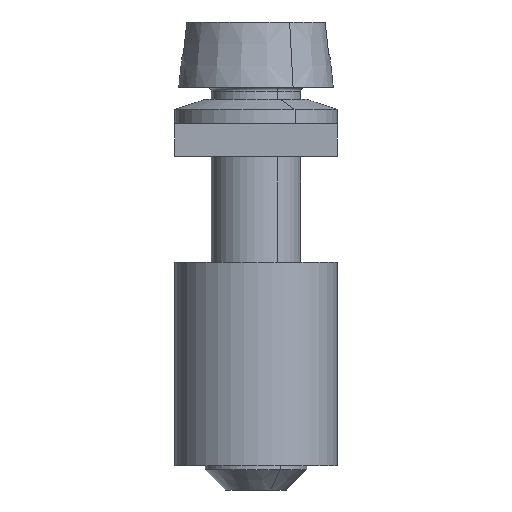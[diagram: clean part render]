
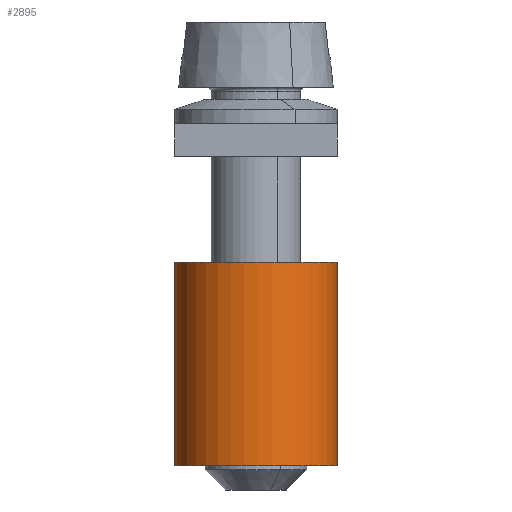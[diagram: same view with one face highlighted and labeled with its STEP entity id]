
A CAD part, left-side view. The second image highlights one B-rep face of the part: STEP entity #2895.
In plain terms, the highlighted cylindrical face has radius 2 mm (diameter 4 mm), a partial arc.
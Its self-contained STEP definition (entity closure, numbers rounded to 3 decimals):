
#2862=AXIS2_PLACEMENT_3D('Circle Axis2P3D',#2860,#2861,$) ;
#2875=AXIS2_PLACEMENT_3D('Cylinder Axis2P3D',#2872,#2873,#2874) ;
#2886=AXIS2_PLACEMENT_3D('Circle Axis2P3D',#2884,#2885,$) ;
#2782=CARTESIAN_POINT('Line Origine',(2.4,3.997,3.1)) ;
#2786=CARTESIAN_POINT('Vertex',(2.4,3.997,5.6)) ;
#2788=CARTESIAN_POINT('Vertex',(2.4,3.997,0.6)) ;
#2857=CARTESIAN_POINT('Vertex',(2.6,3.997,0.6)) ;
#2860=CARTESIAN_POINT('Axis2P3D Location',(2.5,2.,0.6)) ;
#2872=CARTESIAN_POINT('Axis2P3D Location',(2.5,2.,3.1)) ;
#2877=CARTESIAN_POINT('Line Origine',(2.6,3.997,3.1)) ;
#2881=CARTESIAN_POINT('Vertex',(2.6,3.997,5.6)) ;
#2884=CARTESIAN_POINT('Axis2P3D Location',(2.5,2.,5.6)) ;
#2783=DIRECTION('Vector Direction',(0.,0.,-1.)) ;
#2861=DIRECTION('Axis2P3D Direction',(0.,0.,-1.)) ;
#2873=DIRECTION('Axis2P3D Direction',(0.,0.,-1.)) ;
#2874=DIRECTION('Axis2P3D XDirection',(0.,1.,0.)) ;
#2878=DIRECTION('Vector Direction',(0.,0.,-1.)) ;
#2885=DIRECTION('Axis2P3D Direction',(0.,0.,-1.)) ;
#2784=VECTOR('Line Direction',#2783,1.) ;
#2879=VECTOR('Line Direction',#2878,1.) ;
#2890=ORIENTED_EDGE('',*,*,#2864,.F.) ;
#2891=ORIENTED_EDGE('',*,*,#2883,.F.) ;
#2892=ORIENTED_EDGE('',*,*,#2888,.T.) ;
#2893=ORIENTED_EDGE('',*,*,#2790,.T.) ;
#2895=ADVANCED_FACE('VH_5_4_2_8_AKZ4.3\\Body.3',(#2894),#2876,.T.) ;
#2863=CIRCLE('generated circle',#2862,2.) ;
#2887=CIRCLE('generated circle',#2886,2.) ;
#2876=CYLINDRICAL_SURFACE('generated cylinder',#2875,2.) ;
#2790=EDGE_CURVE('',#2787,#2789,#2785,.T.) ;
#2864=EDGE_CURVE('',#2858,#2789,#2863,.T.) ;
#2883=EDGE_CURVE('',#2882,#2858,#2880,.T.) ;
#2888=EDGE_CURVE('',#2882,#2787,#2887,.T.) ;
#2889=EDGE_LOOP('',(#2890,#2891,#2892,#2893)) ;
#2894=FACE_OUTER_BOUND('',#2889,.T.) ;
#2785=LINE('Line',#2782,#2784) ;
#2880=LINE('Line',#2877,#2879) ;
#2787=VERTEX_POINT('',#2786) ;
#2789=VERTEX_POINT('',#2788) ;
#2858=VERTEX_POINT('',#2857) ;
#2882=VERTEX_POINT('',#2881) ;
